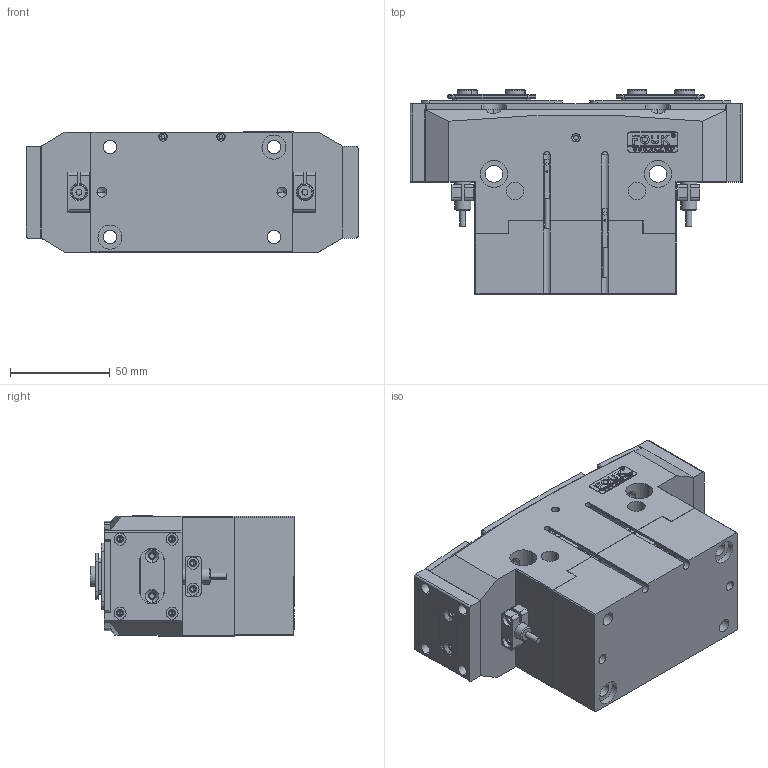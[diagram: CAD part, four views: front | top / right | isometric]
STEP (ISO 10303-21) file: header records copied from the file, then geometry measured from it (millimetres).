
FILE_DESCRIPTION (( 'STEP AP203' ), '1' );
FILE_NAME ('FR57-151-S-P-NO.STEP', '2025-03-26T09:22:17', ( 'USER-' ), ( 'Microsoft' ), 'SwSTEP 2.0', 'SolidWorks 2018', '' );
FILE_SCHEMA (( 'CONFIG_CONTROL_DESIGN' ));
Length unit declared in the file: millimetre
Products named in the file (19): 揤輸蚾饜极; TRT57-151-MX-06 笢猾え; TRT57-151-MX-22B 晊扥极; 25x10-R1.5; 内六角圆柱头螺钉[GBT70_1-2008][M2.5×8]_M2.5×8; FR57-151-S-P-NO; TRT57-151-M-11奻葡裔啣; TRT57-151-M-13 移动挡板(默认); P-GS-T-01 諉輪羲壽標厥釱; TRT57-151-M-12 耜猾极; 褫籵蚚苤結裔; 棠羲換覜ん; 6x10-12种杶; TRT57-151-M-14 忒硌薊啣; TRT57-151-MX-01 喘倛褲极; TRT57-151饜滅鳥; 8x23諉輪羲壽; TRT57-151-SX-02 喘倛賑輸; 苤覜聆假蚾璃
Assembly tree (31 placements, depth 3):
  FR57-151-S-P-NO
    TRT57-151-MX-01 喘倛褲极
    TRT57-151-MX-06 笢猾え
    8x23諉輪羲壽  x2
    揤輸蚾饜极  x2
      内六角圆柱头螺钉[GBT70_1-2008][M2.5×8]_M2.5×8
      苤覜聆假蚾璃
    25x10-R1.5
    棠羲換覜ん  x2
    P-GS-T-01 諉輪羲壽標厥釱  x2
    TRT57-151-SX-02 喘倛賑輸  x2
    TRT57-151饜滅鳥
      TRT57-151-M-11奻葡裔啣
      TRT57-151-M-12 耜猾极  x2
      TRT57-151-M-14 忒硌薊啣  x2
      TRT57-151-M-13 移动挡板(默认)  x2
      褫籵蚚苤結裔  x2
      6x10-12种杶  x4
    TRT57-151-MX-22B 晊扥极
Bounding box: 166 x 102 x 60.1 mm (x, y, z)
Volume: 661839.1 mm3; surface area: 164294 mm2
Topology: 31 solids, 37 shells, 1769 faces, 4569 edges, 2903 vertices
Faces by surface type: plane 746, cylinder 597, cone 255, bspline 155, torus 16
Entity records: 49070 total; most frequent: CARTESIAN_POINT 14110, ORIENTED_EDGE 6884, DIRECTION 6497, EDGE_CURVE 3442, VERTEX_POINT 2247, AXIS2_PLACEMENT_3D 2194, VECTOR 2109, LINE 2109
